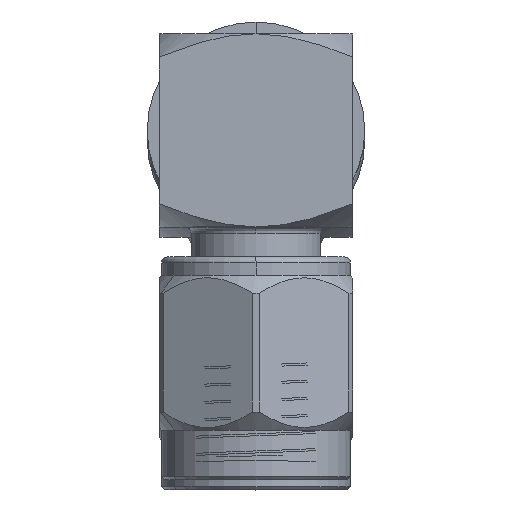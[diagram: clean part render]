
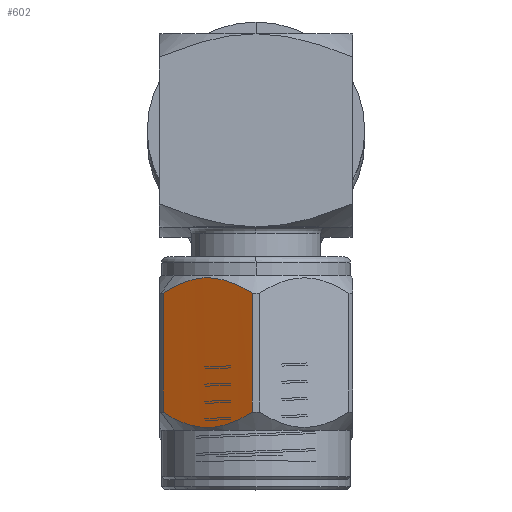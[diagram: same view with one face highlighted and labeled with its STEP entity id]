
A CAD part, top view. The second image highlights one B-rep face of the part: STEP entity #602.
In plain terms, the highlighted face is planar.
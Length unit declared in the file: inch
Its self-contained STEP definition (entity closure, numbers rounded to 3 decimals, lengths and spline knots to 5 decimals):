
#59 = B_SPLINE_CURVE_WITH_KNOTS ( 'NONE', 3,
 ( #238, #2796, #4063, #3980, #3127, #319, #1084, #659, #1493, #4087, #2740, #3645, #4800, #2333, #3618, #2309, #5204, #5306, #5231, #4039, #713, #1064 ),
 .UNSPECIFIED., .F., .F.,
 ( 4, 1, 1, 1, 1, 2, 2, 2, 1, 1, 1, 1, 2, 2, 4 ),
 ( 0., 0.125, 0.1875, 0.21875, 0.23438, 0.24219, 0.25, 0.5, 0.625, 0.6875, 0.71875, 0.73438, 0.74219, 0.75, 1. ),
 .UNSPECIFIED. ) ;
#76 = CARTESIAN_POINT ( 'NONE',  ( -0.16515, -0.02645, 0.4668 ) ) ;
#109 = CARTESIAN_POINT ( 'NONE',  ( -0.09369, -0.15023, 0.2629 ) ) ;
#238 = CARTESIAN_POINT ( 'NONE',  ( -0.17695, -0.00602, 0.2629 ) ) ;
#292 = ORIENTED_EDGE ( 'NONE', *, *, #2082, .T. ) ;
#313 = PLANE ( 'NONE',  #3738 ) ;
#319 = CARTESIAN_POINT ( 'NONE',  ( -0.1584, -0.03815, 0.24607 ) ) ;
#377 = CARTESIAN_POINT ( 'NONE',  ( -0.15713, -0.04033, 0.47276 ) ) ;
#481 = CARTESIAN_POINT ( 'NONE',  ( -0.17695, -0.00602, 0.4551 ) ) ;
#509 = CARTESIAN_POINT ( 'NONE',  ( -0.12268, -0.09999, 0.47752 ) ) ;
#577 = CARTESIAN_POINT ( 'NONE',  ( -0.11523, -0.11291, 0.47383 ) ) ;
#602 = ADVANCED_FACE ( 'NONE', ( #3586 ), #313, .T. ) ;
#634 = CARTESIAN_POINT ( 'NONE',  ( -0.11409, -0.11489, 0.47313 ) ) ;
#659 = CARTESIAN_POINT ( 'NONE',  ( -0.1574, -0.03988, 0.24541 ) ) ;
#713 = CARTESIAN_POINT ( 'NONE',  ( -0.10067, -0.13813, 0.25508 ) ) ;
#725 = VECTOR ( 'NONE', #2950, 39.37008 ) ;
#953 = CARTESIAN_POINT ( 'NONE',  ( -0.11683, -0.11015, 0.47476 ) ) ;
#1064 = CARTESIAN_POINT ( 'NONE',  ( -0.09369, -0.15023, 0.2629 ) ) ;
#1084 = CARTESIAN_POINT ( 'NONE',  ( -0.1578, -0.03918, 0.24568 ) ) ;
#1197 = CARTESIAN_POINT ( 'NONE',  ( -0.16102, -0.03361, 0.47007 ) ) ;
#1357 = CARTESIAN_POINT ( 'NONE',  ( -0.09369, -0.15023, 0.4551 ) ) ;
#1493 = CARTESIAN_POINT ( 'NONE',  ( -0.15723, -0.04017, 0.2453 ) ) ;
#1679 = B_SPLINE_CURVE_WITH_KNOTS ( 'NONE', 3,
 ( #481, #2146, #3815, #76, #1733, #1197, #2851, #2451, #5370, #4128, #377, #2477, #3291, #4150, #3104, #509, #3516, #2175, #953, #577, #2986, #634, #2236, #3406, #1768, #1357 ),
 .UNSPECIFIED., .F., .F.,
 ( 4, 2, 2, 1, 1, 2, 2, 2, 2, 2, 1, 1, 2, 2, 4 ),
 ( 0., 0.125, 0.1875, 0.21875, 0.23438, 0.24219, 0.25, 0.5, 0.625, 0.6875, 0.71875, 0.73437, 0.74219, 0.75, 1. ),
 .UNSPECIFIED. ) ;
#1733 = CARTESIAN_POINT ( 'NONE',  ( -0.16349, -0.02932, 0.46818 ) ) ;
#1768 = CARTESIAN_POINT ( 'NONE',  ( -0.10052, -0.13839, 0.46276 ) ) ;
#1917 = CARTESIAN_POINT ( 'NONE',  ( -0.18042, 0., 0.024 ) ) ;
#1919 = DIRECTION ( 'NONE',  ( 0., 0., -1. ) ) ;
#1966 = DIRECTION ( 'NONE',  ( -0.5, 0.866, 0. ) ) ;
#1985 = EDGE_CURVE ( 'NONE', #4625, #4258, #1679, .T. ) ;
#2082 = EDGE_CURVE ( 'NONE', #3716, #3174, #59, .T. ) ;
#2146 = CARTESIAN_POINT ( 'NONE',  ( -0.17351, -0.01197, 0.45894 ) ) ;
#2175 = CARTESIAN_POINT ( 'NONE',  ( -0.11818, -0.10779, 0.47547 ) ) ;
#2236 = CARTESIAN_POINT ( 'NONE',  ( -0.11384, -0.11533, 0.47297 ) ) ;
#2282 = LINE ( 'NONE', #3998, #5393 ) ;
#2309 = CARTESIAN_POINT ( 'NONE',  ( -0.11534, -0.11273, 0.24411 ) ) ;
#2333 = CARTESIAN_POINT ( 'NONE',  ( -0.12014, -0.10441, 0.24152 ) ) ;
#2451 = CARTESIAN_POINT ( 'NONE',  ( -0.15834, -0.03824, 0.47197 ) ) ;
#2477 = CARTESIAN_POINT ( 'NONE',  ( -0.14955, -0.05346, 0.47757 ) ) ;
#2740 = CARTESIAN_POINT ( 'NONE',  ( -0.14245, -0.06577, 0.23814 ) ) ;
#2744 = CARTESIAN_POINT ( 'NONE',  ( -0.09369, -0.15023, 0.4551 ) ) ;
#2796 = CARTESIAN_POINT ( 'NONE',  ( -0.17348, -0.01203, 0.25902 ) ) ;
#2847 = ORIENTED_EDGE ( 'NONE', *, *, #3596, .T. ) ;
#2851 = CARTESIAN_POINT ( 'NONE',  ( -0.15978, -0.03575, 0.47098 ) ) ;
#2950 = DIRECTION ( 'NONE',  ( 0., 0., 1. ) ) ;
#2986 = CARTESIAN_POINT ( 'NONE',  ( -0.11455, -0.1141, 0.47341 ) ) ;
#3104 = CARTESIAN_POINT ( 'NONE',  ( -0.12805, -0.09069, 0.47928 ) ) ;
#3127 = CARTESIAN_POINT ( 'NONE',  ( -0.1598, -0.03572, 0.24704 ) ) ;
#3174 = VERTEX_POINT ( 'NONE', #109 ) ;
#3291 = CARTESIAN_POINT ( 'NONE',  ( -0.1425, -0.06569, 0.4799 ) ) ;
#3406 = CARTESIAN_POINT ( 'NONE',  ( -0.10709, -0.12702, 0.46867 ) ) ;
#3516 = CARTESIAN_POINT ( 'NONE',  ( -0.12089, -0.1031, 0.47679 ) ) ;
#3586 = FACE_OUTER_BOUND ( 'NONE', #4775, .T. ) ;
#3596 = EDGE_CURVE ( 'NONE', #3174, #4258, #4658, .T. ) ;
#3618 = CARTESIAN_POINT ( 'NONE',  ( -0.11694, -0.10995, 0.24318 ) ) ;
#3645 = CARTESIAN_POINT ( 'NONE',  ( -0.13185, -0.08414, 0.23811 ) ) ;
#3716 = VERTEX_POINT ( 'NONE', #4409 ) ;
#3738 = AXIS2_PLACEMENT_3D ( 'NONE', #1917, #4056, #1966 ) ;
#3815 = CARTESIAN_POINT ( 'NONE',  ( -0.17014, -0.0178, 0.46235 ) ) ;
#3911 = ORIENTED_EDGE ( 'NONE', *, *, #1985, .F. ) ;
#3980 = CARTESIAN_POINT ( 'NONE',  ( -0.16263, -0.03081, 0.24912 ) ) ;
#3998 = CARTESIAN_POINT ( 'NONE',  ( -0.17695, -0.00602, 0.024 ) ) ;
#4039 = CARTESIAN_POINT ( 'NONE',  ( -0.10735, -0.12656, 0.24914 ) ) ;
#4056 = DIRECTION ( 'NONE',  ( -0.866, -0.5, 0. ) ) ;
#4063 = CARTESIAN_POINT ( 'NONE',  ( -0.16839, -0.02085, 0.25389 ) ) ;
#4087 = CARTESIAN_POINT ( 'NONE',  ( -0.14967, -0.05326, 0.24048 ) ) ;
#4128 = CARTESIAN_POINT ( 'NONE',  ( -0.15732, -0.04002, 0.47264 ) ) ;
#4150 = CARTESIAN_POINT ( 'NONE',  ( -0.13163, -0.08451, 0.47987 ) ) ;
#4220 = ORIENTED_EDGE ( 'NONE', *, *, #5229, .T. ) ;
#4258 = VERTEX_POINT ( 'NONE', #2744 ) ;
#4409 = CARTESIAN_POINT ( 'NONE',  ( -0.17695, -0.00602, 0.2629 ) ) ;
#4530 = CARTESIAN_POINT ( 'NONE',  ( -0.17695, -0.00602, 0.4551 ) ) ;
#4625 = VERTEX_POINT ( 'NONE', #4530 ) ;
#4658 = LINE ( 'NONE', #4715, #725 ) ;
#4715 = CARTESIAN_POINT ( 'NONE',  ( -0.09369, -0.15023, 0.024 ) ) ;
#4775 = EDGE_LOOP ( 'NONE', ( #2847, #3911, #4220, #292 ) ) ;
#4800 = CARTESIAN_POINT ( 'NONE',  ( -0.12649, -0.09342, 0.23897 ) ) ;
#5204 = CARTESIAN_POINT ( 'NONE',  ( -0.11465, -0.11392, 0.24452 ) ) ;
#5229 = EDGE_CURVE ( 'NONE', #4625, #3716, #2282, .T. ) ;
#5231 = CARTESIAN_POINT ( 'NONE',  ( -0.11393, -0.11517, 0.24497 ) ) ;
#5306 = CARTESIAN_POINT ( 'NONE',  ( -0.11419, -0.11472, 0.24481 ) ) ;
#5370 = CARTESIAN_POINT ( 'NONE',  ( -0.15773, -0.03931, 0.47237 ) ) ;
#5393 = VECTOR ( 'NONE', #1919, 39.37008 ) ;
